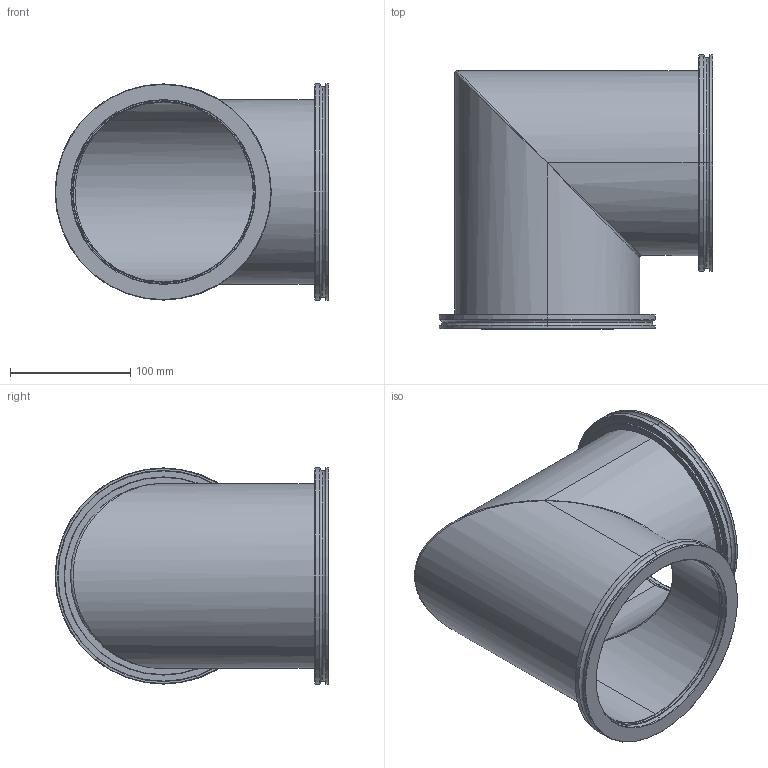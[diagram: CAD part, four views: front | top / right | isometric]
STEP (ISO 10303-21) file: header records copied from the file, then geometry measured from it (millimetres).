
FILE_DESCRIPTION (( 'STEP AP214' ), '1' );
FILE_NAME ('Hositrad_ISO160-Em.STEP', '2020-01-23T10:13:01', ( '' ), ( '' ), 'SwSTEP 2.0', 'SolidWorks 2019', '' );
FILE_SCHEMA (( 'AUTOMOTIVE_DESIGN' ));
Length unit declared in the file: millimetre
Products named in the file (3): Hositrad_ISO160-Em; ISO-K-Weld-All_ISO160-154; Elbow-154-Mitred
Assembly tree (3 placements, depth 2):
  Hositrad_ISO160-Em
    Elbow-154-Mitred
    ISO-K-Weld-All_ISO160-154  x2
Bounding box: 228 x 228 x 180 mm (x, y, z)
Volume: 396762.6 mm3; surface area: 314172.4 mm2
Topology: 3 solids, 3 shells, 82 faces, 168 edges, 92 vertices
Faces by surface type: cylinder 36, cone 20, plane 14, torus 8, bspline 4
Entity records: 1718 total; most frequent: CARTESIAN_POINT 626, DIRECTION 236, ORIENTED_EDGE 184, AXIS2_PLACEMENT_3D 102, EDGE_CURVE 92, EDGE_LOOP 56, CIRCLE 52, VERTEX_POINT 52
